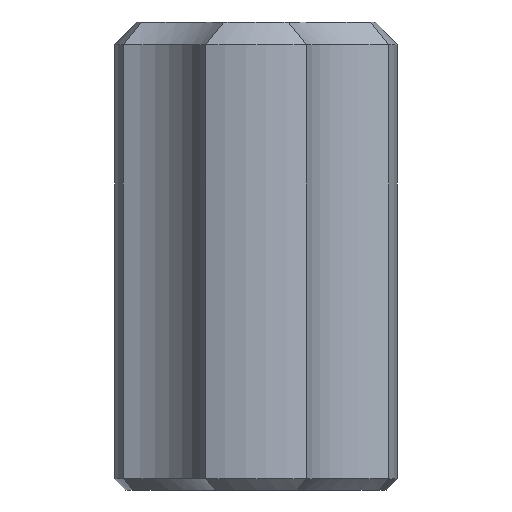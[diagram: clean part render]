
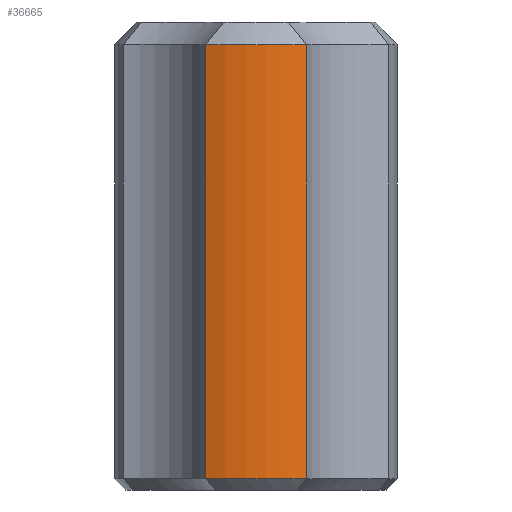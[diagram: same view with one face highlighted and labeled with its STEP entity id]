
A CAD part, front view. The second image highlights one B-rep face of the part: STEP entity #36665.
In plain terms, the highlighted cylindrical face has radius 6.25 mm (diameter 12.5 mm), a partial arc.
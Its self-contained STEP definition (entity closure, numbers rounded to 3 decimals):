
#33148 = CONICAL_SURFACE('',#33149,5.75,0.785);
#33149 = AXIS2_PLACEMENT_3D('',#33150,#33151,#33152);
#33150 = CARTESIAN_POINT('',(0.,0.,20.125));
#33151 = DIRECTION('',(0.,0.,-1.));
#33152 = DIRECTION('',(-0.356,-0.934,-0.));
#34265 = CONICAL_SURFACE('',#34266,6.,0.785);
#34266 = AXIS2_PLACEMENT_3D('',#34267,#34268,#34269);
#34267 = CARTESIAN_POINT('',(0.,0.,0.25));
#34268 = DIRECTION('',(0.,0.,1.));
#34269 = DIRECTION('',(-0.356,-0.934,0.));
#34882 = VERTEX_POINT('',#34883);
#34883 = CARTESIAN_POINT('',(-2.225,-5.841,0.5));
#34898 = CYLINDRICAL_SURFACE('',#34899,5.);
#34899 = AXIS2_PLACEMENT_3D('',#34900,#34901,#34902);
#34900 = CARTESIAN_POINT('',(-7.071,-7.071,0.));
#34901 = DIRECTION('',(0.,0.,1.));
#34902 = DIRECTION('',(0.969,0.246,-0.));
#34934 = EDGE_CURVE('',#34935,#34882,#34937,.T.);
#34935 = VERTEX_POINT('',#34936);
#34936 = CARTESIAN_POINT('',(2.225,-5.841,0.5));
#34937 = SURFACE_CURVE('',#34938,(#34943,#34950),.PCURVE_S1.);
#34938 = CIRCLE('',#34939,6.25);
#34939 = AXIS2_PLACEMENT_3D('',#34940,#34941,#34942);
#34940 = CARTESIAN_POINT('',(0.,0.,0.5));
#34941 = DIRECTION('',(0.,0.,-1.));
#34942 = DIRECTION('',(-0.356,-0.934,-0.));
#34943 = PCURVE('',#34265,#34944);
#34944 = DEFINITIONAL_REPRESENTATION('',(#34945),#34949);
#34945 = LINE('',#34946,#34947);
#34946 = CARTESIAN_POINT('',(6.283,0.25));
#34947 = VECTOR('',#34948,1.);
#34948 = DIRECTION('',(-1.,0.));
#34949 = ( GEOMETRIC_REPRESENTATION_CONTEXT(2) 
PARAMETRIC_REPRESENTATION_CONTEXT() REPRESENTATION_CONTEXT('2D SPACE',''
  ) );
#34950 = PCURVE('',#34951,#34956);
#34951 = CYLINDRICAL_SURFACE('',#34952,6.25);
#34952 = AXIS2_PLACEMENT_3D('',#34953,#34954,#34955);
#34953 = CARTESIAN_POINT('',(0.,0.,0.));
#34954 = DIRECTION('',(0.,0.,1.));
#34955 = DIRECTION('',(-0.356,-0.934,0.));
#34956 = DEFINITIONAL_REPRESENTATION('',(#34957),#34961);
#34957 = LINE('',#34958,#34959);
#34958 = CARTESIAN_POINT('',(6.283,0.5));
#34959 = VECTOR('',#34960,1.);
#34960 = DIRECTION('',(-1.,0.));
#34961 = ( GEOMETRIC_REPRESENTATION_CONTEXT(2) 
PARAMETRIC_REPRESENTATION_CONTEXT() REPRESENTATION_CONTEXT('2D SPACE',''
  ) );
#35027 = CYLINDRICAL_SURFACE('',#35028,5.);
#35028 = AXIS2_PLACEMENT_3D('',#35029,#35030,#35031);
#35029 = CARTESIAN_POINT('',(7.071,-7.071,0.));
#35030 = DIRECTION('',(0.,0.,1.));
#35031 = DIRECTION('',(-0.246,0.969,0.));
#35129 = EDGE_CURVE('',#34935,#35130,#35132,.T.);
#35130 = VERTEX_POINT('',#35131);
#35131 = CARTESIAN_POINT('',(2.225,-5.841,19.625));
#35132 = SURFACE_CURVE('',#35133,(#35137,#35144),.PCURVE_S1.);
#35133 = LINE('',#35134,#35135);
#35134 = CARTESIAN_POINT('',(2.225,-5.841,0.));
#35135 = VECTOR('',#35136,1.);
#35136 = DIRECTION('',(0.,0.,1.));
#35137 = PCURVE('',#35027,#35138);
#35138 = DEFINITIONAL_REPRESENTATION('',(#35139),#35143);
#35139 = LINE('',#35140,#35141);
#35140 = CARTESIAN_POINT('',(1.074,0.));
#35141 = VECTOR('',#35142,1.);
#35142 = DIRECTION('',(0.,1.));
#35143 = ( GEOMETRIC_REPRESENTATION_CONTEXT(2) 
PARAMETRIC_REPRESENTATION_CONTEXT() REPRESENTATION_CONTEXT('2D SPACE',''
  ) );
#35144 = PCURVE('',#34951,#35145);
#35145 = DEFINITIONAL_REPRESENTATION('',(#35146),#35150);
#35146 = LINE('',#35147,#35148);
#35147 = CARTESIAN_POINT('',(0.728,0.));
#35148 = VECTOR('',#35149,1.);
#35149 = DIRECTION('',(0.,1.));
#35150 = ( GEOMETRIC_REPRESENTATION_CONTEXT(2) 
PARAMETRIC_REPRESENTATION_CONTEXT() REPRESENTATION_CONTEXT('2D SPACE',''
  ) );
#36005 = VERTEX_POINT('',#36006);
#36006 = CARTESIAN_POINT('',(-2.225,-5.841,19.625));
#36072 = EDGE_CURVE('',#36005,#35130,#36073,.T.);
#36073 = SURFACE_CURVE('',#36074,(#36079,#36086),.PCURVE_S1.);
#36074 = CIRCLE('',#36075,6.25);
#36075 = AXIS2_PLACEMENT_3D('',#36076,#36077,#36078);
#36076 = CARTESIAN_POINT('',(0.,0.,19.625));
#36077 = DIRECTION('',(0.,0.,1.));
#36078 = DIRECTION('',(-0.356,-0.934,0.));
#36079 = PCURVE('',#33148,#36080);
#36080 = DEFINITIONAL_REPRESENTATION('',(#36081),#36085);
#36081 = LINE('',#36082,#36083);
#36082 = CARTESIAN_POINT('',(6.283,0.5));
#36083 = VECTOR('',#36084,1.);
#36084 = DIRECTION('',(-1.,0.));
#36085 = ( GEOMETRIC_REPRESENTATION_CONTEXT(2) 
PARAMETRIC_REPRESENTATION_CONTEXT() REPRESENTATION_CONTEXT('2D SPACE',''
  ) );
#36086 = PCURVE('',#34951,#36087);
#36087 = DEFINITIONAL_REPRESENTATION('',(#36088),#36092);
#36088 = LINE('',#36089,#36090);
#36089 = CARTESIAN_POINT('',(0.,19.625));
#36090 = VECTOR('',#36091,1.);
#36091 = DIRECTION('',(1.,0.));
#36092 = ( GEOMETRIC_REPRESENTATION_CONTEXT(2) 
PARAMETRIC_REPRESENTATION_CONTEXT() REPRESENTATION_CONTEXT('2D SPACE',''
  ) );
#36665 = ADVANCED_FACE('',(#36666),#34951,.T.);
#36666 = FACE_BOUND('',#36667,.T.);
#36667 = EDGE_LOOP('',(#36668,#36669,#36670,#36671));
#36668 = ORIENTED_EDGE('',*,*,#34934,.F.);
#36669 = ORIENTED_EDGE('',*,*,#35129,.T.);
#36670 = ORIENTED_EDGE('',*,*,#36072,.F.);
#36671 = ORIENTED_EDGE('',*,*,#36672,.F.);
#36672 = EDGE_CURVE('',#34882,#36005,#36673,.T.);
#36673 = SURFACE_CURVE('',#36674,(#36678,#36685),.PCURVE_S1.);
#36674 = LINE('',#36675,#36676);
#36675 = CARTESIAN_POINT('',(-2.225,-5.841,0.));
#36676 = VECTOR('',#36677,1.);
#36677 = DIRECTION('',(0.,0.,1.));
#36678 = PCURVE('',#34951,#36679);
#36679 = DEFINITIONAL_REPRESENTATION('',(#36680),#36684);
#36680 = LINE('',#36681,#36682);
#36681 = CARTESIAN_POINT('',(0.,0.));
#36682 = VECTOR('',#36683,1.);
#36683 = DIRECTION('',(0.,1.));
#36684 = ( GEOMETRIC_REPRESENTATION_CONTEXT(2) 
PARAMETRIC_REPRESENTATION_CONTEXT() REPRESENTATION_CONTEXT('2D SPACE',''
  ) );
#36685 = PCURVE('',#34898,#36686);
#36686 = DEFINITIONAL_REPRESENTATION('',(#36687),#36691);
#36687 = LINE('',#36688,#36689);
#36688 = CARTESIAN_POINT('',(0.,0.));
#36689 = VECTOR('',#36690,1.);
#36690 = DIRECTION('',(0.,1.));
#36691 = ( GEOMETRIC_REPRESENTATION_CONTEXT(2) 
PARAMETRIC_REPRESENTATION_CONTEXT() REPRESENTATION_CONTEXT('2D SPACE',''
  ) );
